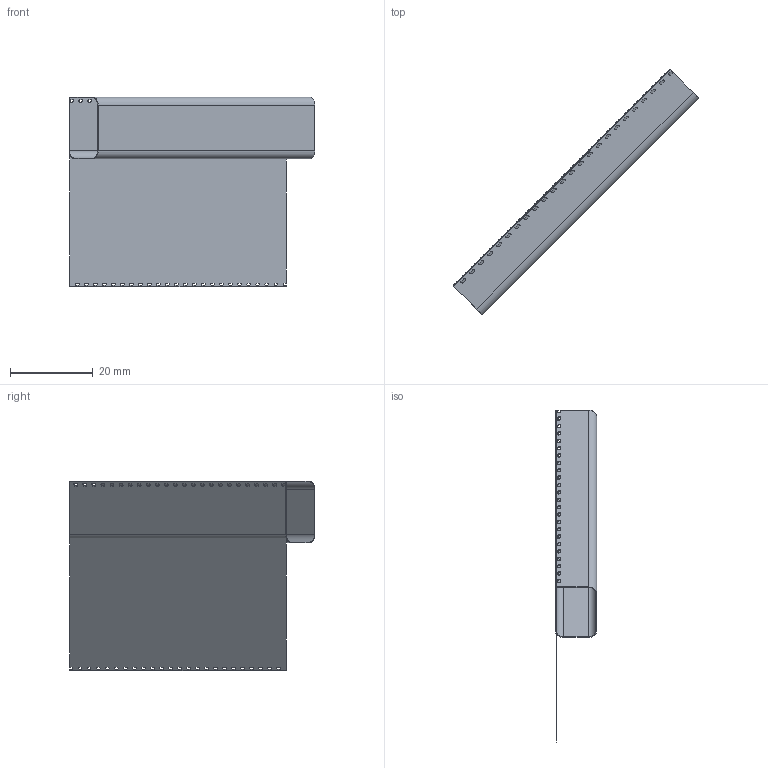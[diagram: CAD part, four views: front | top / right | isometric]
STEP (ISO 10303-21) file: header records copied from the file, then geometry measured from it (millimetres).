
FILE_DESCRIPTION (( 'STEP AP214' ), '1' );
FILE_NAME ('handle-stitching.STEP', '2022-06-17T22:14:15', ( '' ), ( '' ), 'SwSTEP 2.0', 'SolidWorks 2020', '' );
FILE_SCHEMA (( 'AUTOMOTIVE_DESIGN' ));
Length unit declared in the file: millimetre
Products named in the file (1): handle-stitching
Bounding box: 59.57 x 59.57 x 46.02 mm (x, y, z)
Surface area: 13737 mm2 (no closed solid volume)
Topology: 0 solids, 3 shells, 409 faces, 2001 edges, 1596 vertices
Faces by surface type: bspline 286, plane 114, cylinder 9
Entity records: 30859 total; most frequent: CARTESIAN_POINT 18889, ORIENTED_EDGE 3204, EDGE_CURVE 2001, B_SPLINE_CURVE_WITH_KNOTS 1638, VERTEX_POINT 1596, DIRECTION 629, EDGE_LOOP 597, FACE_OUTER_BOUND 409
